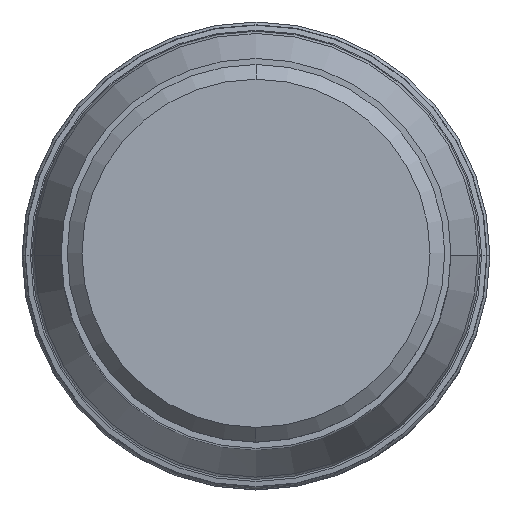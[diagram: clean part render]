
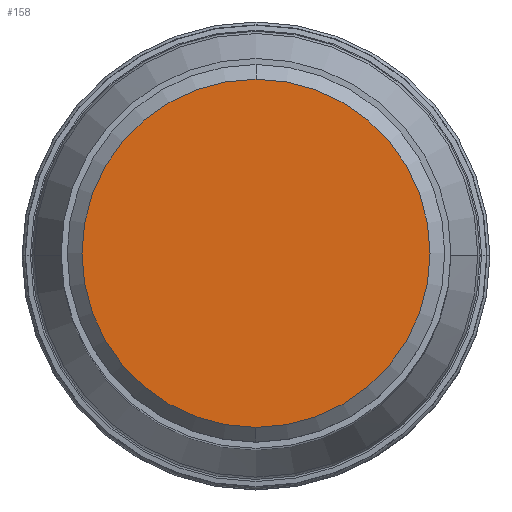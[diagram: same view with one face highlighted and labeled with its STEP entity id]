
A CAD part, top view. The second image highlights one B-rep face of the part: STEP entity #158.
In plain terms, the highlighted planar face has unit normal (0, 0, 1).
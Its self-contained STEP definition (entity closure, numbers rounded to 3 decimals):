
#29=PLANE('',#1235);
#158=ADVANCED_FACE('',(#227),#29,.F.);
#227=FACE_OUTER_BOUND('',#287,.T.);
#287=EDGE_LOOP('',(#515,#516));
#515=ORIENTED_EDGE('',*,*,#770,.F.);
#516=ORIENTED_EDGE('',*,*,#771,.F.);
#641=VERTEX_POINT('',#2413);
#642=VERTEX_POINT('',#2415);
#770=EDGE_CURVE('',#642,#641,#916,.T.);
#771=EDGE_CURVE('',#641,#642,#917,.T.);
#916=CIRCLE('',#1232,14.175);
#917=CIRCLE('',#1234,14.175);
#1232=AXIS2_PLACEMENT_3D('',#2416,#1549,#1550);
#1234=AXIS2_PLACEMENT_3D('',#2418,#1553,#1554);
#1235=AXIS2_PLACEMENT_3D('',#2419,#1555,#1556);
#1549=DIRECTION('',(0.,0.,-1.));
#1550=DIRECTION('',(0.,-1.,0.));
#1553=DIRECTION('',(0.,0.,-1.));
#1554=DIRECTION('',(0.,1.,0.));
#1555=DIRECTION('',(0.,0.,-1.));
#1556=DIRECTION('',(-1.,0.,0.));
#2413=CARTESIAN_POINT('',(0.,14.175,0.));
#2415=CARTESIAN_POINT('',(0.,-14.175,0.));
#2416=CARTESIAN_POINT('',(0.,0.,0.));
#2418=CARTESIAN_POINT('',(0.,0.,0.));
#2419=CARTESIAN_POINT('',(0.,0.,0.));
